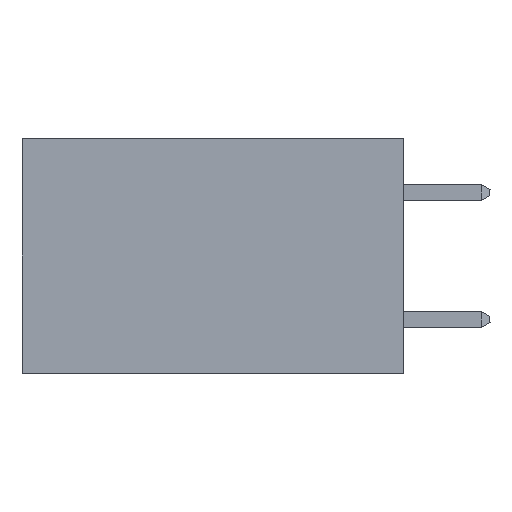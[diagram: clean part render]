
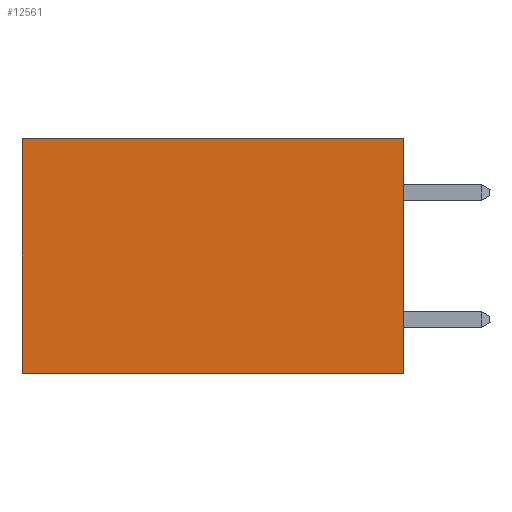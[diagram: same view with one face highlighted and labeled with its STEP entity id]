
A CAD part, left-side view. The second image highlights one B-rep face of the part: STEP entity #12561.
In plain terms, the highlighted planar face has unit normal (-1, 0, 0).
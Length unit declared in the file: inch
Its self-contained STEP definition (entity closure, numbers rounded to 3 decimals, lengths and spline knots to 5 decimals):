
#1169 = ORIENTED_EDGE ( 'NONE', *, *, #12128, .T. ) ;
#1885 = EDGE_CURVE ( 'NONE', #12886, #18827, #14296, .T. ) ;
#2617 = LINE ( 'NONE', #24033, #15074 ) ;
#2835 = VERTEX_POINT ( 'NONE', #16962 ) ;
#3255 = AXIS2_PLACEMENT_3D ( 'NONE', #12065, #29279, #14556 ) ;
#4489 = EDGE_CURVE ( 'NONE', #14553, #12886, #29902, .T. ) ;
#5728 = CARTESIAN_POINT ( 'NONE',  ( 0.2875, 0., -0.37 ) ) ;
#9234 = DIRECTION ( 'NONE',  ( 0., 1., 0. ) ) ;
#9642 = FACE_OUTER_BOUND ( 'NONE', #24023, .T. ) ;
#11217 = CARTESIAN_POINT ( 'NONE',  ( 0.2875, 0.6, 0. ) ) ;
#11881 = DIRECTION ( 'NONE',  ( 0., 0., -1. ) ) ;
#12065 = CARTESIAN_POINT ( 'NONE',  ( 0.2875, 0., 0. ) ) ;
#12128 = EDGE_CURVE ( 'NONE', #2835, #18827, #17058, .T. ) ;
#12504 = CARTESIAN_POINT ( 'NONE',  ( 0.2875, 0., 0. ) ) ;
#12561 = ADVANCED_FACE ( 'NONE', ( #9642 ), #26690, .F. ) ;
#12886 = VERTEX_POINT ( 'NONE', #5728 ) ;
#13003 = ORIENTED_EDGE ( 'NONE', *, *, #4489, .F. ) ;
#14296 = LINE ( 'NONE', #30097, #25829 ) ;
#14553 = VERTEX_POINT ( 'NONE', #12504 ) ;
#14556 = DIRECTION ( 'NONE',  ( 0., 0., -1. ) ) ;
#15074 = VECTOR ( 'NONE', #9234, 39.37008 ) ;
#16705 = EDGE_CURVE ( 'NONE', #14553, #2835, #2617, .T. ) ;
#16962 = CARTESIAN_POINT ( 'NONE',  ( 0.2875, 0.6, 0. ) ) ;
#17058 = LINE ( 'NONE', #11217, #22831 ) ;
#17163 = ORIENTED_EDGE ( 'NONE', *, *, #1885, .F. ) ;
#18827 = VERTEX_POINT ( 'NONE', #27435 ) ;
#22831 = VECTOR ( 'NONE', #23506, 39.37008 ) ;
#23365 = VECTOR ( 'NONE', #11881, 39.37008 ) ;
#23506 = DIRECTION ( 'NONE',  ( 0., 0., -1. ) ) ;
#24023 = EDGE_LOOP ( 'NONE', ( #1169, #17163, #13003, #27739 ) ) ;
#24033 = CARTESIAN_POINT ( 'NONE',  ( 0.2875, 0., 0. ) ) ;
#25234 = DIRECTION ( 'NONE',  ( 0., 1., 0. ) ) ;
#25829 = VECTOR ( 'NONE', #25234, 39.37008 ) ;
#26690 = PLANE ( 'NONE',  #3255 ) ;
#27435 = CARTESIAN_POINT ( 'NONE',  ( 0.2875, 0.6, -0.37 ) ) ;
#27739 = ORIENTED_EDGE ( 'NONE', *, *, #16705, .T. ) ;
#28830 = CARTESIAN_POINT ( 'NONE',  ( 0.2875, 0., 0. ) ) ;
#29279 = DIRECTION ( 'NONE',  ( 1., 0., 0. ) ) ;
#29902 = LINE ( 'NONE', #28830, #23365 ) ;
#30097 = CARTESIAN_POINT ( 'NONE',  ( 0.2875, 0., -0.37 ) ) ;
